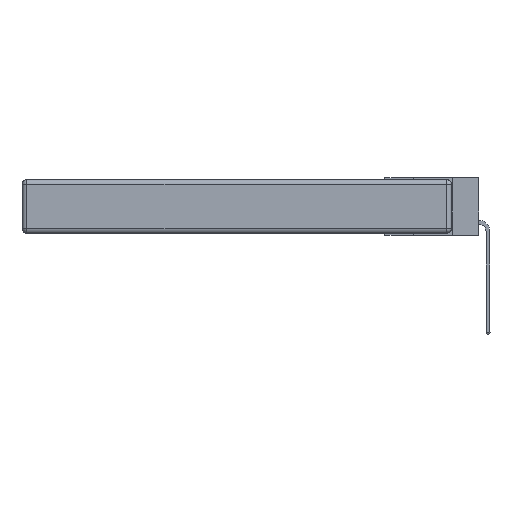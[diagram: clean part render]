
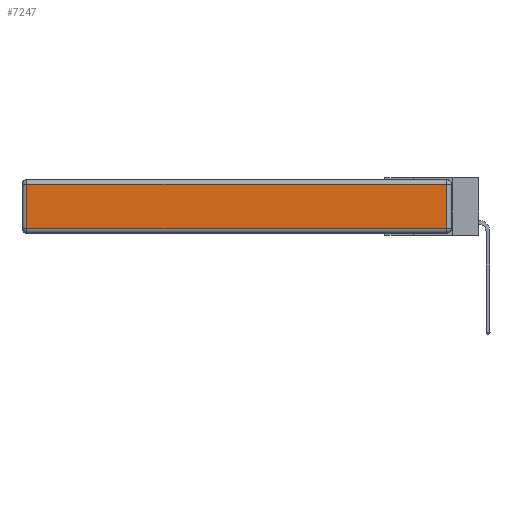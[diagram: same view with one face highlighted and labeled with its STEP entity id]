
A CAD part, left-side view. The second image highlights one B-rep face of the part: STEP entity #7247.
In plain terms, the highlighted planar face has unit normal (-1, 0, 0).
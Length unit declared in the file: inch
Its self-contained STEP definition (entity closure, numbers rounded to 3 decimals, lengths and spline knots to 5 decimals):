
#6 = VERTEX_POINT ( 'NONE', #17788 ) ;
#909 = LINE ( 'NONE', #4911, #9460 ) ;
#1006 = EDGE_CURVE ( 'NONE', #5954, #19013, #8556, .T. ) ;
#1911 = FACE_OUTER_BOUND ( 'NONE', #19602, .T. ) ;
#2221 = VECTOR ( 'NONE', #18499, 39.37008 ) ;
#2309 = PLANE ( 'NONE',  #11986 ) ;
#2432 = CARTESIAN_POINT ( 'NONE',  ( 0., 0., -0.343 ) ) ;
#3586 = EDGE_CURVE ( 'NONE', #19013, #3595, #909, .T. ) ;
#3595 = VERTEX_POINT ( 'NONE', #6424 ) ;
#3742 = CARTESIAN_POINT ( 'NONE',  ( 0., 0.03, -0.313 ) ) ;
#4218 = CARTESIAN_POINT ( 'NONE',  ( 0., 0.03, -0.03 ) ) ;
#4583 = CARTESIAN_POINT ( 'NONE',  ( 0., 0., -0.313 ) ) ;
#4797 = LINE ( 'NONE', #4583, #14522 ) ;
#4911 = CARTESIAN_POINT ( 'NONE',  ( 0., 2.75, -0.03 ) ) ;
#5630 = ORIENTED_EDGE ( 'NONE', *, *, #7905, .T. ) ;
#5846 = DIRECTION ( 'NONE',  ( 0., 0., 1. ) ) ;
#5954 = VERTEX_POINT ( 'NONE', #3742 ) ;
#6424 = CARTESIAN_POINT ( 'NONE',  ( 0., 2.72, -0.03 ) ) ;
#7247 = ADVANCED_FACE ( 'NONE', ( #1911 ), #2309, .T. ) ;
#7905 = EDGE_CURVE ( 'NONE', #6, #5954, #4797, .T. ) ;
#8248 = DIRECTION ( 'NONE',  ( 0., 1., 0. ) ) ;
#8556 = LINE ( 'NONE', #18702, #2221 ) ;
#9012 = ORIENTED_EDGE ( 'NONE', *, *, #1006, .T. ) ;
#9460 = VECTOR ( 'NONE', #8248, 39.37008 ) ;
#10908 = DIRECTION ( 'NONE',  ( 0., 0., -1. ) ) ;
#11951 = DIRECTION ( 'NONE',  ( -1., 0., 0. ) ) ;
#11986 = AXIS2_PLACEMENT_3D ( 'NONE', #2432, #11951, #5846 ) ;
#12123 = CARTESIAN_POINT ( 'NONE',  ( 0., 2.72, -0.343 ) ) ;
#12872 = ORIENTED_EDGE ( 'NONE', *, *, #3586, .T. ) ;
#13351 = ORIENTED_EDGE ( 'NONE', *, *, #18538, .T. ) ;
#14522 = VECTOR ( 'NONE', #15315, 39.37008 ) ;
#15315 = DIRECTION ( 'NONE',  ( 0., -1., 0. ) ) ;
#17037 = VECTOR ( 'NONE', #10908, 39.37008 ) ;
#17788 = CARTESIAN_POINT ( 'NONE',  ( 0., 2.72, -0.313 ) ) ;
#18499 = DIRECTION ( 'NONE',  ( 0., 0., 1. ) ) ;
#18538 = EDGE_CURVE ( 'NONE', #3595, #6, #19482, .T. ) ;
#18702 = CARTESIAN_POINT ( 'NONE',  ( 0., 0.03, -0.343 ) ) ;
#19013 = VERTEX_POINT ( 'NONE', #4218 ) ;
#19482 = LINE ( 'NONE', #12123, #17037 ) ;
#19602 = EDGE_LOOP ( 'NONE', ( #5630, #9012, #12872, #13351 ) ) ;
